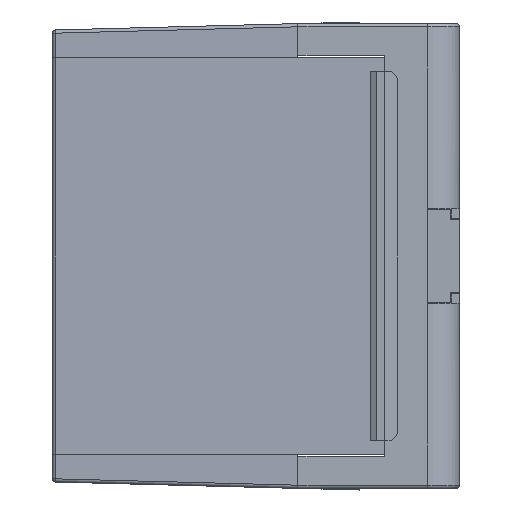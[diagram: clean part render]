
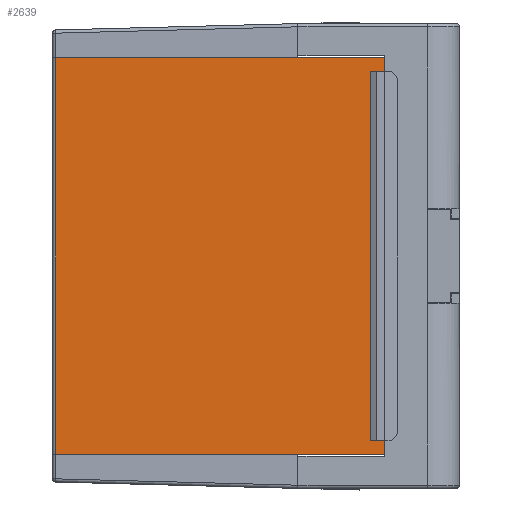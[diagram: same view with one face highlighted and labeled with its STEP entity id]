
A CAD part, left-side view. The second image highlights one B-rep face of the part: STEP entity #2639.
In plain terms, the highlighted planar face has unit normal (-1, 0.016, 0).
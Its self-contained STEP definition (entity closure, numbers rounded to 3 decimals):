
#195 = DIRECTION ( 'NONE',  ( 0.016, 1., 0. ) ) ;
#284 = EDGE_CURVE ( 'NONE', #4337, #6528, #13219, .T. ) ;
#808 = CARTESIAN_POINT ( 'NONE',  ( -45.134, 0., -64.64 ) ) ;
#814 = CARTESIAN_POINT ( 'NONE',  ( -45.134, 0., -139.871 ) ) ;
#890 = DIRECTION ( 'NONE',  ( 0., 0., 1. ) ) ;
#1014 = LINE ( 'NONE', #7652, #7061 ) ;
#1060 = ORIENTED_EDGE ( 'NONE', *, *, #13176, .F. ) ;
#1448 = VERTEX_POINT ( 'NONE', #808 ) ;
#1462 = LINE ( 'NONE', #814, #7329 ) ;
#1506 = LINE ( 'NONE', #13101, #8447 ) ;
#1541 = VERTEX_POINT ( 'NONE', #4702 ) ;
#2263 = VECTOR ( 'NONE', #890, 1000. ) ;
#2515 = CARTESIAN_POINT ( 'NONE',  ( -45.134, 0., -7.36 ) ) ;
#2639 = ADVANCED_FACE ( 'NONE', ( #3084 ), #12069, .F. ) ;
#3021 = ORIENTED_EDGE ( 'NONE', *, *, #284, .F. ) ;
#3084 = FACE_OUTER_BOUND ( 'NONE', #8360, .T. ) ;
#3369 = CARTESIAN_POINT ( 'NONE',  ( -45.134, 0., -66.74 ) ) ;
#3441 = CARTESIAN_POINT ( 'NONE',  ( -44.32, 50.901, -139.871 ) ) ;
#3527 = CARTESIAN_POINT ( 'NONE',  ( -44.32, 50.901, -64.64 ) ) ;
#3701 = CARTESIAN_POINT ( 'NONE',  ( -45.134, 0., 67.871 ) ) ;
#3707 = CARTESIAN_POINT ( 'NONE',  ( -44.32, 50.901, -139.871 ) ) ;
#3813 = CARTESIAN_POINT ( 'NONE',  ( -44.32, 50.901, -5.26 ) ) ;
#4334 = DIRECTION ( 'NONE',  ( 0., 0., 1. ) ) ;
#4337 = VERTEX_POINT ( 'NONE', #11297 ) ;
#4361 = ORIENTED_EDGE ( 'NONE', *, *, #13479, .F. ) ;
#4637 = LINE ( 'NONE', #3701, #9373 ) ;
#4702 = CARTESIAN_POINT ( 'NONE',  ( -44.92, 13.392, -5.26 ) ) ;
#4753 = VERTEX_POINT ( 'NONE', #14406 ) ;
#5016 = DIRECTION ( 'NONE',  ( 0.016, 1., 0. ) ) ;
#5032 = EDGE_CURVE ( 'NONE', #1448, #10053, #4637, .T. ) ;
#5057 = EDGE_CURVE ( 'NONE', #8182, #10359, #1506, .T. ) ;
#5068 = DIRECTION ( 'NONE',  ( 1., -0.016, 0. ) ) ;
#5233 = AXIS2_PLACEMENT_3D ( 'NONE', #3707, #5068, #5016 ) ;
#5280 = ORIENTED_EDGE ( 'NONE', *, *, #10094, .T. ) ;
#6365 = DIRECTION ( 'NONE',  ( 0.016, 1., 0. ) ) ;
#6528 = VERTEX_POINT ( 'NONE', #3813 ) ;
#6985 = VERTEX_POINT ( 'NONE', #11797 ) ;
#7002 = CARTESIAN_POINT ( 'NONE',  ( -45.099, 2.135, -64.64 ) ) ;
#7005 = VERTEX_POINT ( 'NONE', #2515 ) ;
#7061 = VECTOR ( 'NONE', #11252, 1000. ) ;
#7113 = ORIENTED_EDGE ( 'NONE', *, *, #8797, .F. ) ;
#7167 = EDGE_CURVE ( 'NONE', #6985, #1541, #13148, .T. ) ;
#7244 = ORIENTED_EDGE ( 'NONE', *, *, #12470, .T. ) ;
#7329 = VECTOR ( 'NONE', #4334, 1000. ) ;
#7639 = VECTOR ( 'NONE', #13102, 1000. ) ;
#7652 = CARTESIAN_POINT ( 'NONE',  ( -44.32, 50.901, -5.26 ) ) ;
#7786 = ORIENTED_EDGE ( 'NONE', *, *, #5057, .T. ) ;
#7813 = ORIENTED_EDGE ( 'NONE', *, *, #8397, .T. ) ;
#8182 = VERTEX_POINT ( 'NONE', #7002 ) ;
#8360 = EDGE_LOOP ( 'NONE', ( #7786, #7813, #5280, #9030, #7244, #3021, #7113, #1060, #11568, #4361 ) ) ;
#8397 = EDGE_CURVE ( 'NONE', #10359, #7005, #14392, .T. ) ;
#8447 = VECTOR ( 'NONE', #12013, 1000. ) ;
#8520 = CARTESIAN_POINT ( 'NONE',  ( -44.32, 50.901, -7.36 ) ) ;
#8611 = CARTESIAN_POINT ( 'NONE',  ( -44.32, 50.901, -5.26 ) ) ;
#8797 = EDGE_CURVE ( 'NONE', #4753, #4337, #9213, .T. ) ;
#8859 = CARTESIAN_POINT ( 'NONE',  ( -44.32, 50.901, -66.74 ) ) ;
#8891 = VECTOR ( 'NONE', #14624, 1000. ) ;
#9030 = ORIENTED_EDGE ( 'NONE', *, *, #7167, .T. ) ;
#9213 = LINE ( 'NONE', #9480, #10659 ) ;
#9373 = VECTOR ( 'NONE', #10751, 1000. ) ;
#9480 = CARTESIAN_POINT ( 'NONE',  ( -44.32, 50.901, -66.74 ) ) ;
#10053 = VERTEX_POINT ( 'NONE', #3369 ) ;
#10094 = EDGE_CURVE ( 'NONE', #7005, #6985, #1462, .T. ) ;
#10359 = VERTEX_POINT ( 'NONE', #15019 ) ;
#10659 = VECTOR ( 'NONE', #195, 1000. ) ;
#10751 = DIRECTION ( 'NONE',  ( 0., 0., -1. ) ) ;
#11068 = LINE ( 'NONE', #8859, #8891 ) ;
#11252 = DIRECTION ( 'NONE',  ( 0.016, 1., 0. ) ) ;
#11297 = CARTESIAN_POINT ( 'NONE',  ( -44.32, 50.901, -66.74 ) ) ;
#11568 = ORIENTED_EDGE ( 'NONE', *, *, #5032, .F. ) ;
#11797 = CARTESIAN_POINT ( 'NONE',  ( -45.134, 0., -5.26 ) ) ;
#12013 = DIRECTION ( 'NONE',  ( 0., 0., 1. ) ) ;
#12069 = PLANE ( 'NONE',  #5233 ) ;
#12470 = EDGE_CURVE ( 'NONE', #1541, #6528, #1014, .T. ) ;
#12521 = LINE ( 'NONE', #3527, #15105 ) ;
#12769 = DIRECTION ( 'NONE',  ( -0.016, -1., 0. ) ) ;
#13101 = CARTESIAN_POINT ( 'NONE',  ( -45.099, 2.135, -139.871 ) ) ;
#13102 = DIRECTION ( 'NONE',  ( -0.016, -1., 0. ) ) ;
#13148 = LINE ( 'NONE', #8611, #13888 ) ;
#13176 = EDGE_CURVE ( 'NONE', #10053, #4753, #11068, .T. ) ;
#13219 = LINE ( 'NONE', #3441, #2263 ) ;
#13479 = EDGE_CURVE ( 'NONE', #8182, #1448, #12521, .T. ) ;
#13888 = VECTOR ( 'NONE', #6365, 1000. ) ;
#14392 = LINE ( 'NONE', #8520, #7639 ) ;
#14406 = CARTESIAN_POINT ( 'NONE',  ( -44.92, 13.392, -66.74 ) ) ;
#14624 = DIRECTION ( 'NONE',  ( 0.016, 1., 0. ) ) ;
#15019 = CARTESIAN_POINT ( 'NONE',  ( -45.099, 2.135, -7.36 ) ) ;
#15105 = VECTOR ( 'NONE', #12769, 1000. ) ;
